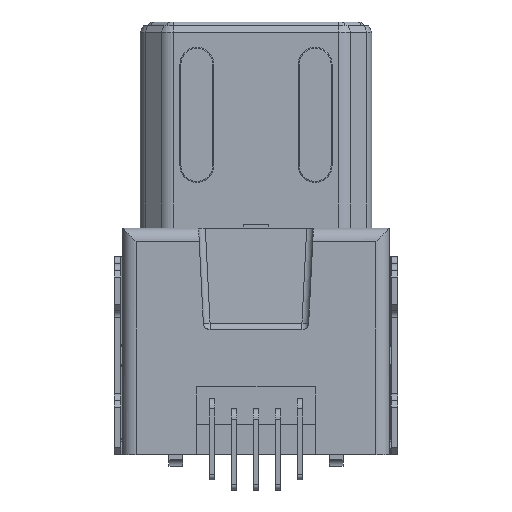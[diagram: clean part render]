
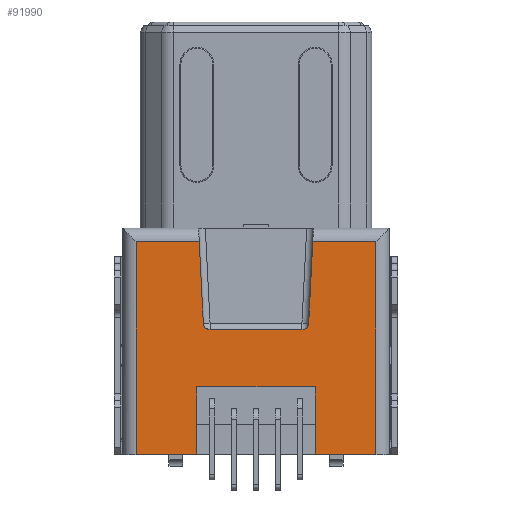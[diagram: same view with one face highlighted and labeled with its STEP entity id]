
A CAD part, front view. The second image highlights one B-rep face of the part: STEP entity #91990.
In plain terms, the highlighted planar face has unit normal (0, -1, 0).
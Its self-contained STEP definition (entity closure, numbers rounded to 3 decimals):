
#3060=CARTESIAN_POINT('',(2.838,-1.577,0.));
#3070=VERTEX_POINT('',#3060);
#3100=CARTESIAN_POINT('',(-2.862,-1.577,0.));
#3110=DIRECTION('',(1.,0.,0.));
#3120=VECTOR('',#3110,1.);
#3130=LINE('',#3100,#3120);
#3140=CARTESIAN_POINT('',(4.638,-1.577,0.));
#3150=VERTEX_POINT('',#3140);
#3160=EDGE_CURVE('',#3070,#3150,#3130,.T.);
#7040=CARTESIAN_POINT('',(-2.462,-1.577,0.));
#7050=VERTEX_POINT('',#7040);
#7080=CARTESIAN_POINT('',(-0.662,-1.577,0.));
#7090=VERTEX_POINT('',#7080);
#7100=EDGE_CURVE('',#7050,#7090,#3130,.T.);
#7300=CARTESIAN_POINT('',(-0.662,-1.577,2.));
#7310=VERTEX_POINT('',#7300);
#7710=CARTESIAN_POINT('',(-0.662,-1.577,0.));
#7720=DIRECTION('',(0.,0.,-1.));
#7730=VECTOR('',#7720,1.);
#7740=LINE('',#7710,#7730);
#7750=EDGE_CURVE('',#7310,#7090,#7740,.T.);
#17660=CARTESIAN_POINT('',(0.,-1.577,2.));
#17670=DIRECTION('',(-1.,0.,0.));
#17680=VECTOR('',#17670,1.);
#17690=LINE('',#17660,#17680);
#17700=CARTESIAN_POINT('',(2.838,-1.577,2.));
#17710=VERTEX_POINT('',#17700);
#17720=EDGE_CURVE('',#17710,#7310,#17690,.T.);
#17900=CARTESIAN_POINT('',(2.838,-1.577,0.));
#17910=DIRECTION('',(0.,0.,1.));
#17920=VECTOR('',#17910,1.);
#17930=LINE('',#17900,#17920);
#17940=EDGE_CURVE('',#3070,#17710,#17930,.T.);
#89840=CARTESIAN_POINT('',(4.638,-1.577,6.3));
#89850=VERTEX_POINT('',#89840);
#89880=CARTESIAN_POINT('',(0.,-1.577,6.3));
#89890=DIRECTION('',(1.,0.,0.));
#89900=VECTOR('',#89890,1.);
#89910=LINE('',#89880,#89900);
#89920=CARTESIAN_POINT('',(2.768,-1.577,6.3));
#89930=VERTEX_POINT('',#89920);
#89940=EDGE_CURVE('',#89930,#89850,#89910,.T.);
#90580=CARTESIAN_POINT('',(-0.592,-1.577,6.3));
#90590=VERTEX_POINT('',#90580);
#90640=CARTESIAN_POINT('',(0.,-1.577,6.3));
#90650=DIRECTION('',(1.,0.,0.));
#90660=VECTOR('',#90650,1.);
#90670=LINE('',#90640,#90660);
#90680=CARTESIAN_POINT('',(-2.462,-1.577,6.3));
#90690=VERTEX_POINT('',#90680);
#90700=EDGE_CURVE('',#90690,#90590,#90670,.T.);
#91330=CARTESIAN_POINT('',(5.038,-1.577,0.));
#91340=DIRECTION('',(-0.,-1.,-0.));
#91350=DIRECTION('',(-1.,0.,0.));
#91360=AXIS2_PLACEMENT_3D('',#91330,#91340,#91350);
#91370=PLANE('',#91360);
#91380=ORIENTED_EDGE('',*,*,#90700,.F.);
#91390=CARTESIAN_POINT('',(-0.277,-1.577,0.));
#91400=DIRECTION('',(0.05,0.,-0.999));
#91410=VECTOR('',#91400,1.);
#91420=LINE('',#91390,#91410);
#91430=CARTESIAN_POINT('',(-0.471,-1.577,
3.89));
#91440=VERTEX_POINT('',#91430);
#91450=EDGE_CURVE('',#90590,#91440,#91420,.T.);
#91460=ORIENTED_EDGE('',*,*,#91450,.F.);
#91470=CARTESIAN_POINT('',(-0.271,-1.577,3.9));
#91480=DIRECTION('',(0.,1.,0.));
#91490=DIRECTION('',(1.,0.,0.));
#91500=AXIS2_PLACEMENT_3D('',#91470,#91480,#91490);
#91510=CIRCLE('',#91500,0.2);
#91520=CARTESIAN_POINT('',(-0.271,-1.577,3.7));
#91530=VERTEX_POINT('',#91520);
#91540=EDGE_CURVE('',#91530,#91440,#91510,.T.);
#91550=ORIENTED_EDGE('',*,*,#91540,.T.);
#91560=CARTESIAN_POINT('',(0.,-1.577,3.7));
#91570=DIRECTION('',(1.,0.,0.));
#91580=VECTOR('',#91570,1.);
#91590=LINE('',#91560,#91580);
#91600=CARTESIAN_POINT('',(2.448,-1.577,3.7));
#91610=VERTEX_POINT('',#91600);
#91620=EDGE_CURVE('',#91530,#91610,#91590,.T.);
#91630=ORIENTED_EDGE('',*,*,#91620,.F.);
#91640=CARTESIAN_POINT('',(2.448,-1.577,3.9));
#91650=DIRECTION('',(0.,1.,0.));
#91660=DIRECTION('',(1.,0.,0.));
#91670=AXIS2_PLACEMENT_3D('',#91640,#91650,#91660);
#91680=CIRCLE('',#91670,0.2);
#91690=CARTESIAN_POINT('',(2.648,-1.577,
3.89));
#91700=VERTEX_POINT('',#91690);
#91710=EDGE_CURVE('',#91700,#91610,#91680,.T.);
#91720=ORIENTED_EDGE('',*,*,#91710,.T.);
#91730=CARTESIAN_POINT('',(2.453,-1.577,0.));
#91740=DIRECTION('',(0.05,0.,0.999));
#91750=VECTOR('',#91740,1.);
#91760=LINE('',#91730,#91750);
#91770=EDGE_CURVE('',#91700,#89930,#91760,.T.);
#91780=ORIENTED_EDGE('',*,*,#91770,.F.);
#91790=ORIENTED_EDGE('',*,*,#89940,.F.);
#91800=CARTESIAN_POINT('',(4.638,-1.577,0.));
#91810=DIRECTION('',(0.,0.,1.));
#91820=VECTOR('',#91810,1.);
#91830=LINE('',#91800,#91820);
#91840=EDGE_CURVE('',#3150,#89850,#91830,.T.);
#91850=ORIENTED_EDGE('',*,*,#91840,.T.);
#91860=ORIENTED_EDGE('',*,*,#3160,.T.);
#91870=ORIENTED_EDGE('',*,*,#17940,.F.);
#91880=ORIENTED_EDGE('',*,*,#17720,.F.);
#91890=ORIENTED_EDGE('',*,*,#7750,.F.);
#91900=ORIENTED_EDGE('',*,*,#7100,.T.);
#91910=CARTESIAN_POINT('',(-2.462,-1.577,0.));
#91920=DIRECTION('',(0.,0.,1.));
#91930=VECTOR('',#91920,1.);
#91940=LINE('',#91910,#91930);
#91950=EDGE_CURVE('',#7050,#90690,#91940,.T.);
#91960=ORIENTED_EDGE('',*,*,#91950,.F.);
#91970=EDGE_LOOP('',(#91960,#91900,#91890,#91880,#91870,#91860,#91850,
#91790,#91780,#91720,#91630,#91550,#91460,#91380));
#91980=FACE_OUTER_BOUND('',#91970,.T.);
#91990=ADVANCED_FACE('',(#91980),#91370,.T.);
